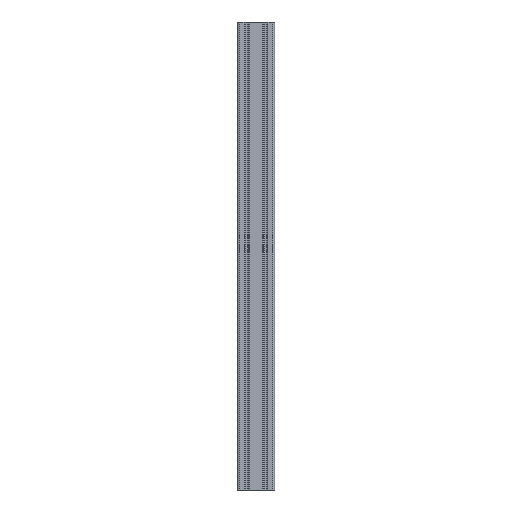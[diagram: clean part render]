
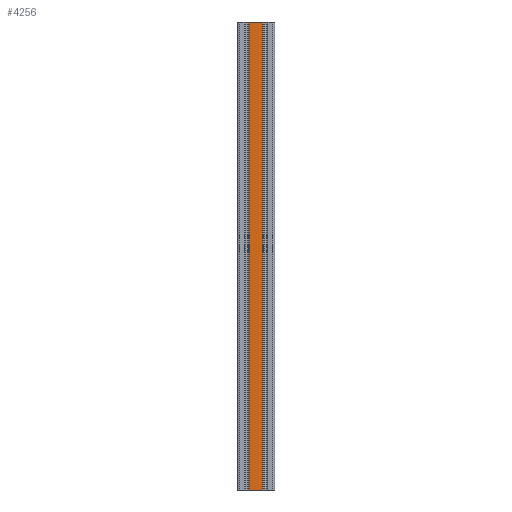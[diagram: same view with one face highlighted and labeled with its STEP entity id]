
A CAD part, front view. The second image highlights one B-rep face of the part: STEP entity #4256.
In plain terms, the highlighted planar face has unit normal (0, -1, 0).
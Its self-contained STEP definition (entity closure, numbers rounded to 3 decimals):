
#117=PLANE($,#4660);
#312=FACE_OUTER_BOUND($,#527,.T.);
#527=EDGE_LOOP($,(#3396,#3397,#3398,#3399));
#924=LINE($,#7096,#1335);
#925=LINE($,#7099,#1336);
#926=LINE($,#7101,#1337);
#927=LINE($,#7102,#1338);
#1335=VECTOR($,#5809,1000.);
#1336=VECTOR($,#5812,29.);
#1337=VECTOR($,#5813,29.);
#1338=VECTOR($,#5814,1000.);
#1983=VERTEX_POINT($,#7092);
#1984=VERTEX_POINT($,#7094);
#1985=VERTEX_POINT($,#7098);
#1986=VERTEX_POINT($,#7100);
#2584=EDGE_CURVE($,#1983,#1984,#924,.T.);
#2585=EDGE_CURVE($,#1985,#1983,#925,.T.);
#2586=EDGE_CURVE($,#1986,#1984,#926,.T.);
#2587=EDGE_CURVE($,#1985,#1986,#927,.T.);
#3396=ORIENTED_EDGE($,*,*,#2585,.T.);
#3397=ORIENTED_EDGE($,*,*,#2584,.T.);
#3398=ORIENTED_EDGE($,*,*,#2586,.F.);
#3399=ORIENTED_EDGE($,*,*,#2587,.F.);
#4256=ADVANCED_FACE($,(#312),#117,.T.);
#4660=AXIS2_PLACEMENT_3D($,#7097,#5810,#5811);
#5809=DIRECTION($,(0.,0.,1.));
#5810=DIRECTION('center_axis',(0.,-1.,0.));
#5811=DIRECTION('ref_axis',(1.,0.,0.));
#5812=DIRECTION($,(1.,0.,0.));
#5813=DIRECTION($,(1.,0.,0.));
#5814=DIRECTION($,(0.,0.,1.));
#7092=CARTESIAN_POINT('',(50.5,-40.,0.));
#7094=CARTESIAN_POINT('',(50.5,-40.,1000.));
#7096=CARTESIAN_POINT($,(50.5,-40.,0.));
#7097=CARTESIAN_POINT('Origin',(21.5,-40.,0.));
#7098=CARTESIAN_POINT('',(21.5,-40.,0.));
#7099=CARTESIAN_POINT($,(21.5,-40.,0.));
#7100=CARTESIAN_POINT('',(21.5,-40.,1000.));
#7101=CARTESIAN_POINT($,(21.5,-40.,1000.));
#7102=CARTESIAN_POINT($,(21.5,-40.,0.));
